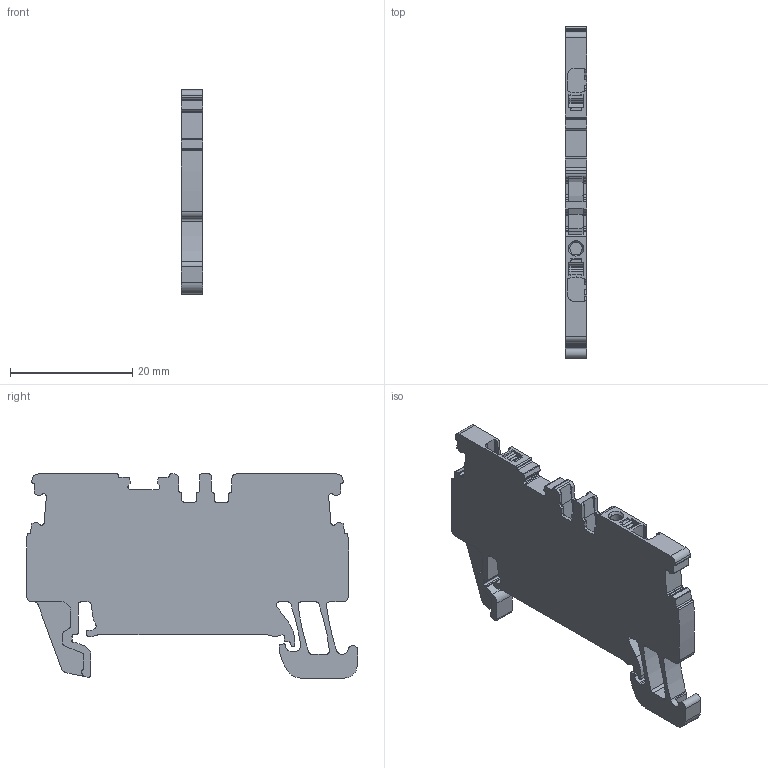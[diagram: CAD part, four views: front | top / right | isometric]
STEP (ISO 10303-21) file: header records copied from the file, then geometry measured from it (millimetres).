
FILE_DESCRIPTION(('CATIA V5 STEP Exchange','CAx-IF Rec.Pracs.--- Model Styling and Organization---1.5--- 2016-08-15','CAx-IF Rec.Pracs.---Supplemental Geometry---1.0---2011-11-01','CAx-IF Rec.Pracs.--- Composite Materials ---1.1---2010-07-15'),'2;1');
FILE_NAME ('8525082_3', '2024-05-27T09:21:20+00:00', ('none'), ('Weidmueller'), 'CATIA Version 5-6 Release 2022 SP4 HF5', 'CATIA V5 STEP AP214 v3', 'none');
FILE_SCHEMA(('AUTOMOTIVE_DESIGN { 1 0 10303 214 1 1 1 1 }'));
Length unit declared in the file: millimetre
Products named in the file (1): 1552820000_A2C_1-5_BL
Bounding box: 3.5 x 54.23 x 33.35 mm (x, y, z)
Volume: 4184.7 mm3; surface area: 4204.7 mm2
Topology: 1 solids, 1 shells, 525 faces, 1510 edges, 986 vertices
Faces by surface type: cylinder 233, plane 228, extrusion 40, torus 12, sphere 8, cone 4
Entity records: 17713 total; most frequent: CARTESIAN_POINT 4054, ORIENTED_EDGE 3004, DIRECTION 2212, EDGE_CURVE 1502, VECTOR 988, VERTEX_POINT 986, LINE 948, AXIS2_PLACEMENT_3D 830
